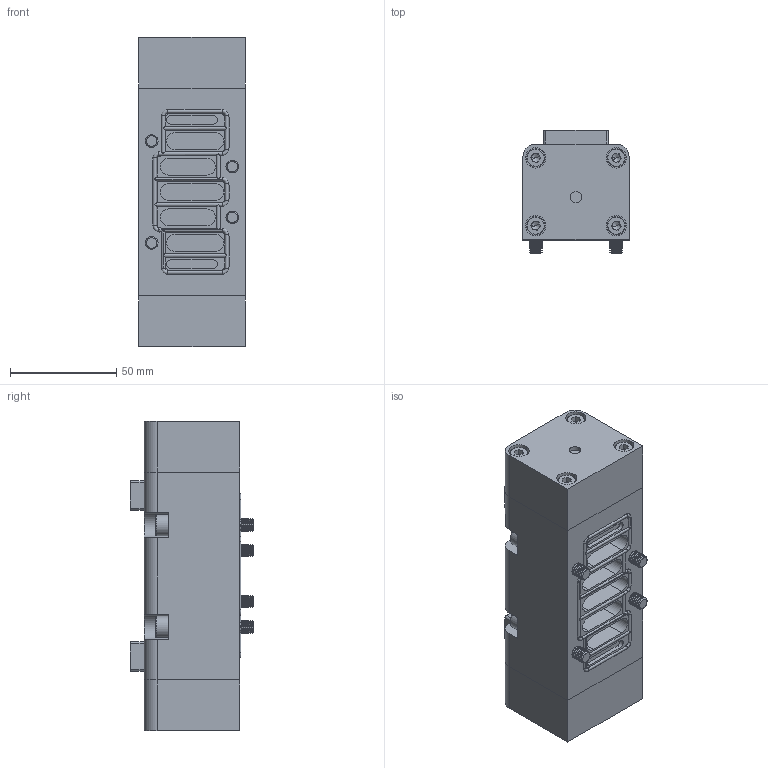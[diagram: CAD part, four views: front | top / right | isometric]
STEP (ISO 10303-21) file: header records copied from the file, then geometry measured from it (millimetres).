
FILE_DESCRIPTION (( 'STEP AP214' ), '1' );
FILE_NAME ('02_055_4.STEP', '2016-02-09T11:06:15', ( '' ), ( '' ), 'SwSTEP 2.0', 'SolidWorks 2016', '' );
FILE_SCHEMA (( 'AUTOMOTIVE_DESIGN' ));
Length unit declared in the file: millimetre
Products named in the file (1): 02_055_4
Bounding box: 50 x 58 x 146 mm (x, y, z)
Volume: 313509.7 mm3; surface area: 70343.6 mm2
Topology: 22 solids, 22 shells, 3181 faces, 8179 edges, 5057 vertices
Faces by surface type: cone 1548, cylinder 1030, plane 493, torus 110
Entity records: 98109 total; most frequent: DIRECTION 18964, CARTESIAN_POINT 16636, ORIENTED_EDGE 16270, EDGE_CURVE 8135, AXIS2_PLACEMENT_3D 7713, VERTEX_POINT 5057, CIRCLE 4531, VECTOR 3538
